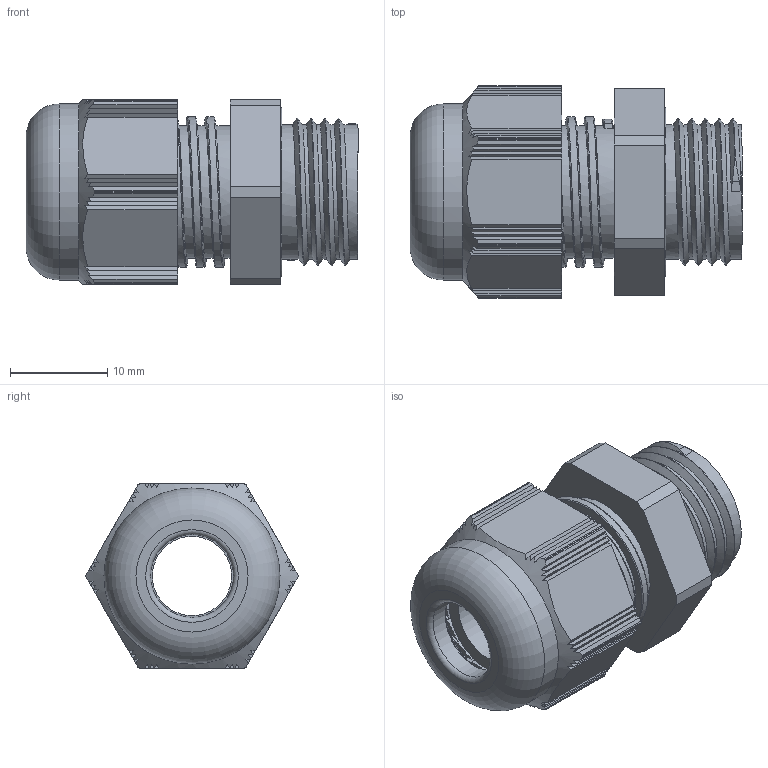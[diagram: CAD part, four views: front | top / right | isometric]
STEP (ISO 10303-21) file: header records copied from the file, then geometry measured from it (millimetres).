
FILE_DESCRIPTION(/* description */ ('Euro-Top PG9'),/* implementation_level */ '2;1');
FILE_NAME(/* name */ '11080409-RST.stp',/* time_stamp */ '2019-11-26T13:42:52+01:00',/* author */ ('sl'),/* organization */ (''),/* preprocessor_version */ 'ST-DEVELOPER v16.5',/* originating_system */ 'Autodesk Inventor 2017',/* authorisation */ '');
FILE_SCHEMA (('AUTOMOTIVE_DESIGN { 1 0 10303 214 3 1 1 }'));
Length unit declared in the file: millimetre
Products named in the file (4): 11080409; 11080409_1; 11080409_2; 11080409_3
Assembly tree (3 placements, depth 2):
  11080409
    11080409_1
    11080409_2
    11080409_3
Bounding box: 34.14 x 21.83 x 19 mm (x, y, z)
Volume: 5285.8 mm3; surface area: 6657.6 mm2
Topology: 3 solids, 3 shells, 294 faces, 831 edges, 547 vertices
Faces by surface type: plane 179, cylinder 69, bspline 22, torus 21, cone 3
Full cylindrical faces by diameter (mm): 8.15 x1, 8.53 x1, 8.65 x1, 9.93 x1, 11 x1, 11.7 x1, 13.63 x5, 13.86 x5, 14.19 x5, 16.04 x5, 18.1 x1
Entity records: 13213 total; most frequent: CARTESIAN_POINT 6340, ORIENTED_EDGE 1492, DIRECTION 1320, EDGE_CURVE 746, VERTEX_POINT 502, AXIS2_PLACEMENT_3D 460, LINE 400, VECTOR 400
